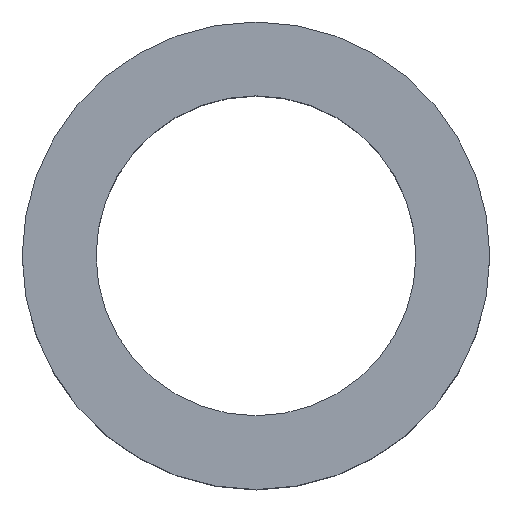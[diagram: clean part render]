
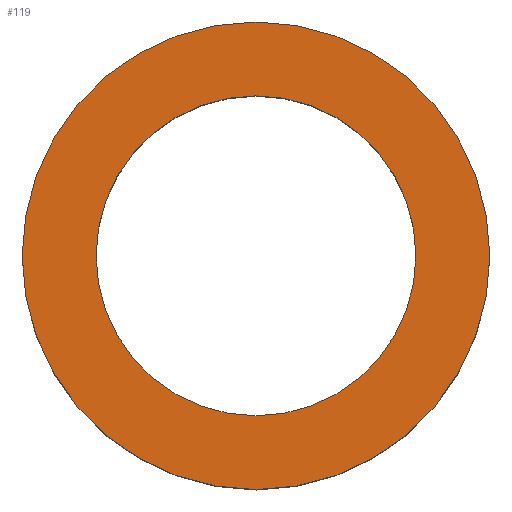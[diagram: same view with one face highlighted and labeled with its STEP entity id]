
A CAD part, top view. The second image highlights one B-rep face of the part: STEP entity #119.
In plain terms, the highlighted planar face has unit normal (0, 0, 1).
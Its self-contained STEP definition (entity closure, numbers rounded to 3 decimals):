
#23=FACE_BOUND('',#44,.T.);
#27=PLANE('',#157);
#33=FACE_OUTER_BOUND('',#43,.T.);
#43=EDGE_LOOP('',(#99,#100));
#44=EDGE_LOOP('',(#101));
#56=CIRCLE('',#153,9.5);
#57=CIRCLE('',#154,9.5);
#59=CIRCLE('',#158,6.5);
#66=VERTEX_POINT('',#222);
#67=VERTEX_POINT('',#224);
#69=VERTEX_POINT('',#231);
#78=EDGE_CURVE('',#67,#66,#56,.T.);
#79=EDGE_CURVE('',#66,#67,#57,.T.);
#81=EDGE_CURVE('',#69,#69,#59,.T.);
#99=ORIENTED_EDGE('',*,*,#78,.T.);
#100=ORIENTED_EDGE('',*,*,#79,.T.);
#101=ORIENTED_EDGE('',*,*,#81,.T.);
#119=ADVANCED_FACE('',(#33,#23),#27,.T.);
#153=AXIS2_PLACEMENT_3D('',#225,#185,#186);
#154=AXIS2_PLACEMENT_3D('',#226,#187,#188);
#157=AXIS2_PLACEMENT_3D('',#230,#193,#194);
#158=AXIS2_PLACEMENT_3D('',#232,#195,#196);
#185=DIRECTION('center_axis',(0.,0.,1.));
#186=DIRECTION('ref_axis',(-1.,0.,0.));
#187=DIRECTION('center_axis',(0.,0.,1.));
#188=DIRECTION('ref_axis',(-1.,0.,0.));
#193=DIRECTION('center_axis',(0.,0.,1.));
#194=DIRECTION('ref_axis',(1.,0.,0.));
#195=DIRECTION('center_axis',(0.,0.,-1.));
#196=DIRECTION('ref_axis',(-1.,0.,0.));
#222=CARTESIAN_POINT('',(-9.5,0.,8.9));
#224=CARTESIAN_POINT('',(9.5,0.,8.9));
#225=CARTESIAN_POINT('Origin',(0.,0.,8.9));
#226=CARTESIAN_POINT('Origin',(0.,0.,8.9));
#230=CARTESIAN_POINT('Origin',(0.,0.,
8.9));
#231=CARTESIAN_POINT('',(6.5,0.,8.9));
#232=CARTESIAN_POINT('Origin',(0.,0.,8.9));
